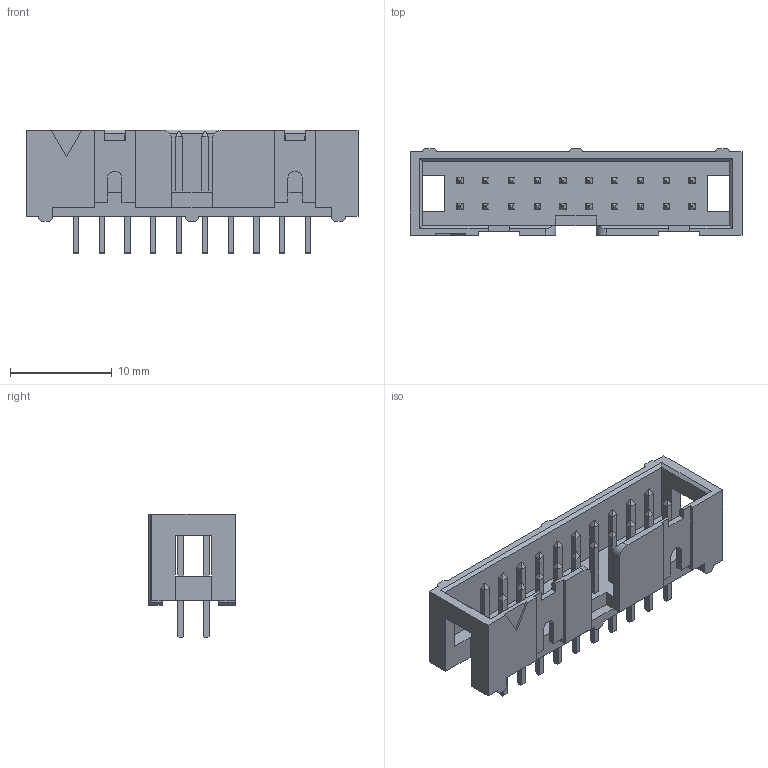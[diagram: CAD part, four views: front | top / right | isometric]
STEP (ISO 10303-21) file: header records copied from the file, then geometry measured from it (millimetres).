
FILE_DESCRIPTION( ('This file contains a STEP AP42 implementation' ,'as created by ZW3D STEP Interface translator.') ,'2;1' );
FILE_NAME( '3113-XXSXXBK00X1.stp' ,'231218. 83543', (''), ('ZWCAD Software Co.'), 'Version 1.0', 'ZW3D to STEP translator', '' );
FILE_SCHEMA(('AUTOMOTIVE_DESIGN { 1 0 10303 214 1 1 1 1 }'));
Length unit declared in the file: millimetre
Products named in the file (1): 0
Bounding box: 32.7 x 8.5 x 12.2 mm (x, y, z)
Volume: 1001.7 mm3; surface area: 2050.9 mm2
Topology: 1 solids, 1 shells, 436 faces, 1116 edges, 714 vertices
Faces by surface type: plane 432, cylinder 4
Entity records: 13284 total; most frequent: CARTESIAN_POINT 2267, ORIENTED_EDGE 2232, DIRECTION 2000, EDGE_CURVE 1116, VECTOR 1106, LINE 1106, VERTEX_POINT 714, EDGE_LOOP 476
